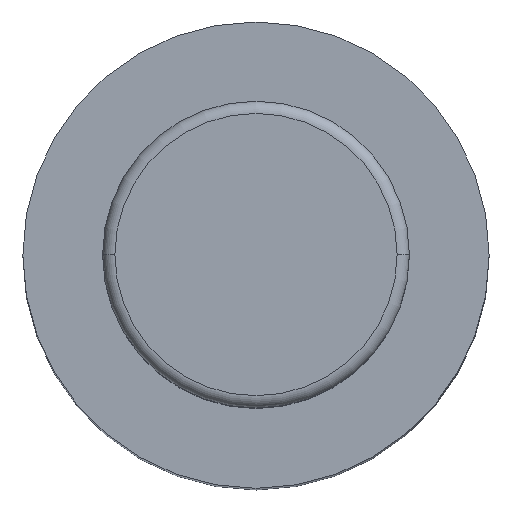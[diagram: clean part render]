
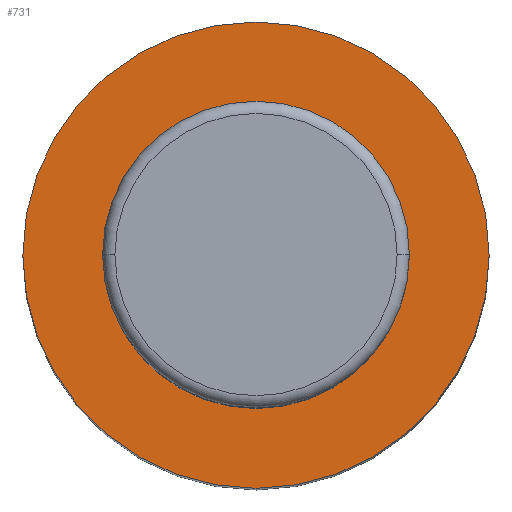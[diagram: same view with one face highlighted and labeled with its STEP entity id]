
A CAD part, top view. The second image highlights one B-rep face of the part: STEP entity #731.
In plain terms, the highlighted planar face has unit normal (0, 0, 1).
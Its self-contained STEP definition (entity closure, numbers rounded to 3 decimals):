
#4 = ORIENTED_EDGE ( 'NONE', *, *, #392, .F. ) ;
#28 = DIRECTION ( 'NONE',  ( 0., 0., 1. ) ) ;
#41 = ORIENTED_EDGE ( 'NONE', *, *, #326, .T. ) ;
#61 = PLANE ( 'NONE',  #208 ) ;
#67 = VERTEX_POINT ( 'NONE', #121 ) ;
#69 = DIRECTION ( 'NONE',  ( -1., 0., 0. ) ) ;
#81 = DIRECTION ( 'NONE',  ( 0., 0., -1. ) ) ;
#118 = FACE_OUTER_BOUND ( 'NONE', #148, .T. ) ;
#121 = CARTESIAN_POINT ( 'NONE',  ( -19., 0., 78. ) ) ;
#136 = CARTESIAN_POINT ( 'NONE',  ( -12.5, 0., 78. ) ) ;
#148 = EDGE_LOOP ( 'NONE', ( #4, #578 ) ) ;
#191 = DIRECTION ( 'NONE',  ( -1., 0., 0. ) ) ;
#206 = CARTESIAN_POINT ( 'NONE',  ( 0., 0., 78. ) ) ;
#208 = AXIS2_PLACEMENT_3D ( 'NONE', #290, #28, #492 ) ;
#218 = CIRCLE ( 'NONE', #732, 19. ) ;
#231 = CIRCLE ( 'NONE', #268, 12.5 ) ;
#268 = AXIS2_PLACEMENT_3D ( 'NONE', #206, #278, #828 ) ;
#278 = DIRECTION ( 'NONE',  ( 0., 0., -1. ) ) ;
#290 = CARTESIAN_POINT ( 'NONE',  ( -12.5, 0., 78. ) ) ;
#326 = EDGE_CURVE ( 'NONE', #867, #585, #368, .T. ) ;
#333 = CARTESIAN_POINT ( 'NONE',  ( 0., 0., 78. ) ) ;
#350 = AXIS2_PLACEMENT_3D ( 'NONE', #382, #610, #69 ) ;
#368 = CIRCLE ( 'NONE', #926, 12.5 ) ;
#382 = CARTESIAN_POINT ( 'NONE',  ( 0., 0., 78. ) ) ;
#392 = EDGE_CURVE ( 'NONE', #67, #516, #218, .T. ) ;
#408 = CARTESIAN_POINT ( 'NONE',  ( 0., 0., 78. ) ) ;
#417 = EDGE_CURVE ( 'NONE', #585, #867, #231, .T. ) ;
#460 = CARTESIAN_POINT ( 'NONE',  ( 19., 0., 78. ) ) ;
#492 = DIRECTION ( 'NONE',  ( 1., 0., 0. ) ) ;
#504 = CARTESIAN_POINT ( 'NONE',  ( 12.5, 0., 78. ) ) ;
#516 = VERTEX_POINT ( 'NONE', #460 ) ;
#578 = ORIENTED_EDGE ( 'NONE', *, *, #908, .F. ) ;
#582 = ORIENTED_EDGE ( 'NONE', *, *, #417, .T. ) ;
#585 = VERTEX_POINT ( 'NONE', #504 ) ;
#595 = DIRECTION ( 'NONE',  ( -1., 0., 0. ) ) ;
#610 = DIRECTION ( 'NONE',  ( 0., 0., -1. ) ) ;
#654 = CIRCLE ( 'NONE', #350, 19. ) ;
#731 = ADVANCED_FACE ( 'NONE', ( #866, #118 ), #61, .T. ) ;
#732 = AXIS2_PLACEMENT_3D ( 'NONE', #408, #850, #595 ) ;
#828 = DIRECTION ( 'NONE',  ( -1., 0., 0. ) ) ;
#850 = DIRECTION ( 'NONE',  ( 0., 0., -1. ) ) ;
#866 = FACE_BOUND ( 'NONE', #902, .T. ) ;
#867 = VERTEX_POINT ( 'NONE', #136 ) ;
#902 = EDGE_LOOP ( 'NONE', ( #41, #582 ) ) ;
#908 = EDGE_CURVE ( 'NONE', #516, #67, #654, .T. ) ;
#926 = AXIS2_PLACEMENT_3D ( 'NONE', #333, #81, #191 ) ;
